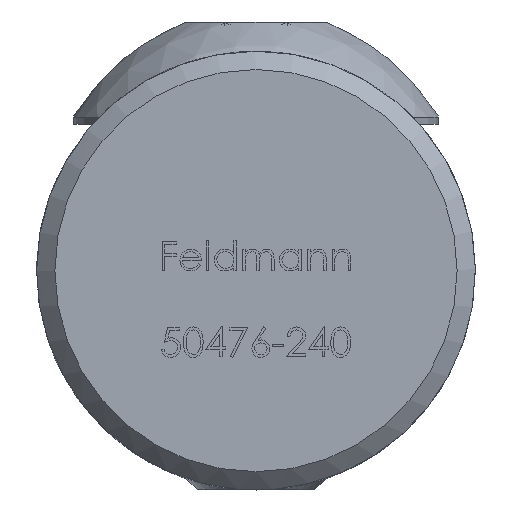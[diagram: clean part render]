
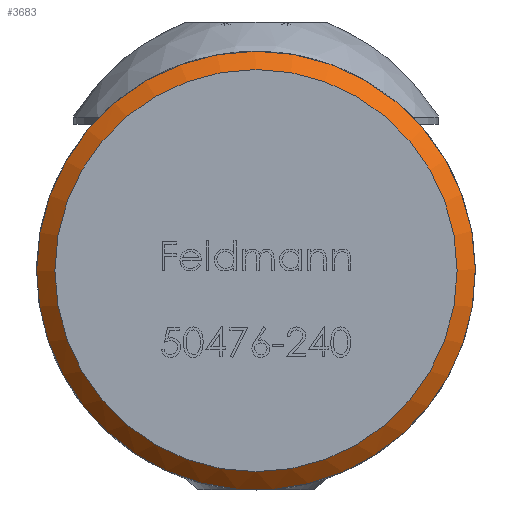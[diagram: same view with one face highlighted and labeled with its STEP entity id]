
A CAD part, front view. The second image highlights one B-rep face of the part: STEP entity #3683.
In plain terms, the highlighted conical face has half-angle 45 degrees and reference radius 6 mm.
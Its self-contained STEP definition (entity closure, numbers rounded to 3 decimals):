
#1053 = EDGE_LOOP ( 'NONE', ( #6290 ) ) ;
#1343 = VERTEX_POINT ( 'NONE', #8940 ) ;
#1442 = DIRECTION ( 'NONE',  ( 0., -1., 0. ) ) ;
#1603 = EDGE_CURVE ( 'NONE', #4772, #4772, #7017, .T. ) ;
#2201 = DIRECTION ( 'NONE',  ( 0., 0., 1. ) ) ;
#2909 = EDGE_LOOP ( 'NONE', ( #13221 ) ) ;
#3124 = CONICAL_SURFACE ( 'NONE', #6176, 6., 0.785 ) ;
#3461 = EDGE_CURVE ( 'NONE', #1343, #1343, #12412, .T. ) ;
#3679 = CARTESIAN_POINT ( 'NONE',  ( 0., -44., 0. ) ) ;
#3683 = ADVANCED_FACE ( 'NONE', ( #8946, #11735 ), #3124, .T. ) ;
#3981 = DIRECTION ( 'NONE',  ( 0., 1., 0. ) ) ;
#4772 = VERTEX_POINT ( 'NONE', #11125 ) ;
#5536 = AXIS2_PLACEMENT_3D ( 'NONE', #6414, #12125, #9932 ) ;
#6176 = AXIS2_PLACEMENT_3D ( 'NONE', #12751, #3981, #2201 ) ;
#6290 = ORIENTED_EDGE ( 'NONE', *, *, #1603, .F. ) ;
#6414 = CARTESIAN_POINT ( 'NONE',  ( 0., -43.5, 0. ) ) ;
#7017 = CIRCLE ( 'NONE', #5536, 6. ) ;
#8940 = CARTESIAN_POINT ( 'NONE',  ( 0., -44., 5.5 ) ) ;
#8946 = FACE_BOUND ( 'NONE', #2909, .T. ) ;
#9101 = DIRECTION ( 'NONE',  ( 0., 0., 1. ) ) ;
#9932 = DIRECTION ( 'NONE',  ( 0., 0., 1. ) ) ;
#11125 = CARTESIAN_POINT ( 'NONE',  ( 0., -43.5, 6. ) ) ;
#11735 = FACE_OUTER_BOUND ( 'NONE', #1053, .T. ) ;
#12125 = DIRECTION ( 'NONE',  ( 0., 1., 0. ) ) ;
#12412 = CIRCLE ( 'NONE', #13563, 5.5 ) ;
#12751 = CARTESIAN_POINT ( 'NONE',  ( 0., -43.5, 0. ) ) ;
#13221 = ORIENTED_EDGE ( 'NONE', *, *, #3461, .F. ) ;
#13563 = AXIS2_PLACEMENT_3D ( 'NONE', #3679, #1442, #9101 ) ;
